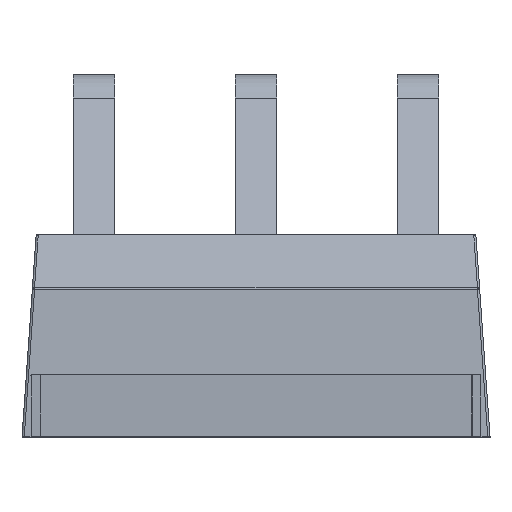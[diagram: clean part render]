
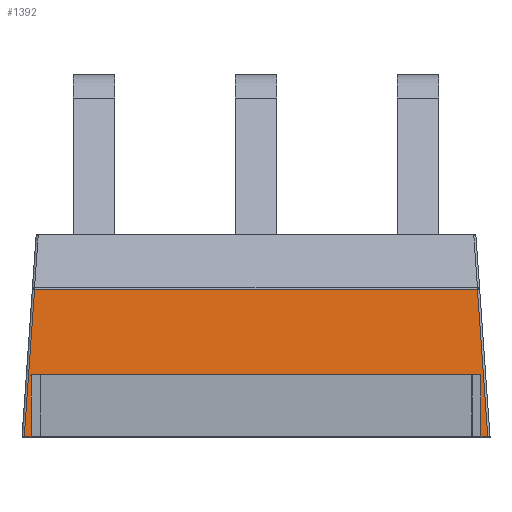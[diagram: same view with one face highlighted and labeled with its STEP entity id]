
A CAD part, top view. The second image highlights one B-rep face of the part: STEP entity #1392.
In plain terms, the highlighted planar face has unit normal (0, 0.07, 0.998).
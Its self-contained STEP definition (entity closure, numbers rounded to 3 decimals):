
#1246 = EDGE_CURVE ( 'NONE', #1247, #1248, #4418, .T. ) ;
#1247 = VERTEX_POINT ( 'NONE', #4414 ) ;
#1248 = VERTEX_POINT ( 'NONE', #4413 ) ;
#1268 = VERTEX_POINT ( 'NONE', #4457 ) ;
#1278 = VERTEX_POINT ( 'NONE', #4491 ) ;
#1279 = VERTEX_POINT ( 'NONE', #4490 ) ;
#1317 = VERTEX_POINT ( 'NONE', #4493 ) ;
#1336 = EDGE_CURVE ( 'NONE', #1317, #1268, #4525, .T. ) ;
#1368 = EDGE_CURVE ( 'NONE', #1278, #1279, #4641, .T. ) ;
#1377 = ORIENTED_EDGE ( 'NONE', *, *, #1378, .T. ) ;
#1378 = EDGE_CURVE ( 'NONE', #1394, #1379, #4626, .T. ) ;
#1379 = VERTEX_POINT ( 'NONE', #4622 ) ;
#1380 = ORIENTED_EDGE ( 'NONE', *, *, #1381, .T. ) ;
#1381 = EDGE_CURVE ( 'NONE', #1379, #1247, #4681, .T. ) ;
#1382 = ORIENTED_EDGE ( 'NONE', *, *, #1246, .T. ) ;
#1383 = ORIENTED_EDGE ( 'NONE', *, *, #1384, .F. ) ;
#1384 = EDGE_CURVE ( 'NONE', #1278, #1248, #4677, .T. ) ;
#1385 = ORIENTED_EDGE ( 'NONE', *, *, #1368, .T. ) ;
#1386 = ORIENTED_EDGE ( 'NONE', *, *, #1387, .T. ) ;
#1387 = EDGE_CURVE ( 'NONE', #1279, #1317, #4673, .T. ) ;
#1392 = ADVANCED_FACE ( 'NONE', ( #4660 ), #4708, .T. ) ;
#1393 = EDGE_LOOP ( 'NONE', ( #1377, #1380, #1382, #1383, #1385, #1386, #1453, #1454 ) ) ;
#1394 = VERTEX_POINT ( 'NONE', #4703 ) ;
#1453 = ORIENTED_EDGE ( 'NONE', *, *, #1336, .T. ) ;
#1454 = ORIENTED_EDGE ( 'NONE', *, *, #1455, .T. ) ;
#1455 = EDGE_CURVE ( 'NONE', #1268, #1394, #4845, .T. ) ;
#4413 = CARTESIAN_POINT ( 'NONE',  ( -5., 0., 4.6 ) ) ;
#4414 = CARTESIAN_POINT ( 'NONE',  ( -5.15, 0., 4.6 ) ) ;
#4415 = DIRECTION ( 'NONE',  ( 1., 0., 0. ) ) ;
#4416 = VECTOR ( 'NONE', #4415, 1000. ) ;
#4417 = CARTESIAN_POINT ( 'NONE',  ( -5.2, 0., 4.6 ) ) ;
#4418 = LINE ( 'NONE', #4417, #4416 ) ;
#4457 = CARTESIAN_POINT ( 'NONE',  ( 5.15, 0., 4.6 ) ) ;
#4490 = CARTESIAN_POINT ( 'NONE',  ( 5., 1.37, 4.504 ) ) ;
#4491 = CARTESIAN_POINT ( 'NONE',  ( -5., 1.37, 4.504 ) ) ;
#4493 = CARTESIAN_POINT ( 'NONE',  ( 5., 0., 4.6 ) ) ;
#4525 = LINE ( 'NONE', #4584, #4583 ) ;
#4582 = DIRECTION ( 'NONE',  ( 1., 0., 0. ) ) ;
#4583 = VECTOR ( 'NONE', #4582, 1000. ) ;
#4584 = CARTESIAN_POINT ( 'NONE',  ( -5.2, 0., 4.6 ) ) ;
#4622 = CARTESIAN_POINT ( 'NONE',  ( -4.921, 3.282, 4.37 ) ) ;
#4623 = DIRECTION ( 'NONE',  ( -1., 0., 0. ) ) ;
#4624 = VECTOR ( 'NONE', #4623, 1000. ) ;
#4625 = CARTESIAN_POINT ( 'NONE',  ( -4.969, 3.282, 4.37 ) ) ;
#4626 = LINE ( 'NONE', #4625, #4624 ) ;
#4638 = DIRECTION ( 'NONE',  ( 1., 0., 0. ) ) ;
#4639 = VECTOR ( 'NONE', #4638, 1000. ) ;
#4640 = CARTESIAN_POINT ( 'NONE',  ( -5.2, 1.37, 4.504 ) ) ;
#4641 = LINE ( 'NONE', #4640, #4639 ) ;
#4660 = FACE_OUTER_BOUND ( 'NONE', #1393, .T. ) ;
#4670 = DIRECTION ( 'NONE',  ( 0., -0.998, 0.07 ) ) ;
#4671 = VECTOR ( 'NONE', #4670, 1000. ) ;
#4672 = CARTESIAN_POINT ( 'NONE',  ( 5., 0., 4.6 ) ) ;
#4673 = LINE ( 'NONE', #4672, #4671 ) ;
#4674 = DIRECTION ( 'NONE',  ( 0., -0.998, 0.07 ) ) ;
#4675 = VECTOR ( 'NONE', #4674, 1000. ) ;
#4676 = CARTESIAN_POINT ( 'NONE',  ( -5., 0., 4.6 ) ) ;
#4677 = LINE ( 'NONE', #4676, #4675 ) ;
#4678 = DIRECTION ( 'NONE',  ( -0.07, -0.995, 0.07 ) ) ;
#4679 = VECTOR ( 'NONE', #4678, 1000. ) ;
#4680 = CARTESIAN_POINT ( 'NONE',  ( -5.15, -0.003, 4.6 ) ) ;
#4681 = LINE ( 'NONE', #4680, #4679 ) ;
#4703 = CARTESIAN_POINT ( 'NONE',  ( 4.921, 3.282, 4.37 ) ) ;
#4704 = DIRECTION ( 'NONE',  ( 0., -0.998, 0.07 ) ) ;
#4705 = DIRECTION ( 'NONE',  ( 0., 0.07, 0.998 ) ) ;
#4706 = CARTESIAN_POINT ( 'NONE',  ( -5.2, 0., 4.6 ) ) ;
#4707 = AXIS2_PLACEMENT_3D ( 'NONE', #4706, #4705, #4704 ) ;
#4708 = PLANE ( 'NONE',  #4707 ) ;
#4842 = DIRECTION ( 'NONE',  ( -0.07, 0.995, -0.07 ) ) ;
#4843 = VECTOR ( 'NONE', #4842, 1000. ) ;
#4844 = CARTESIAN_POINT ( 'NONE',  ( 5.1, 0.717, 4.55 ) ) ;
#4845 = LINE ( 'NONE', #4844, #4843 ) ;
